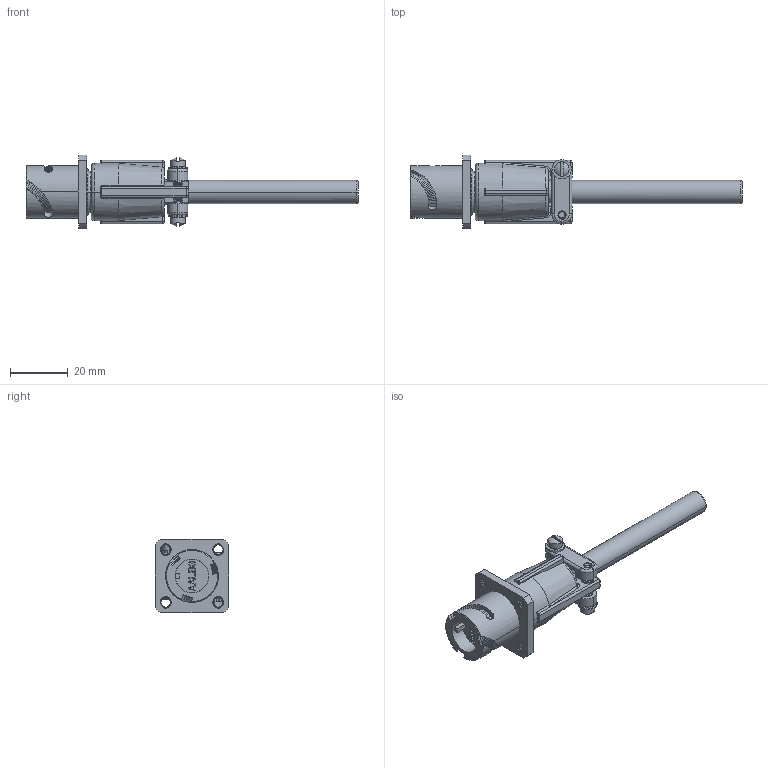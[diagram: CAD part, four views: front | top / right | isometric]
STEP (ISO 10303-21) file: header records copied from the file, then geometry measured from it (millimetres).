
FILE_DESCRIPTION((''),'2;1');
FILE_NAME('VG95234J-10_SW0001','2023-03-06T14:38:18',('paultorloting'),('NET AG system integration'),'CREO PARAMETRIC BY PTC INC, 2021404','CREO PARAMETRIC BY PTC INC, 2021404','');
FILE_SCHEMA(('AUTOMOTIVE_DESIGN { 1 0 10303 214 1 1 1 1 }'));
Products named in the file (1): VG95234J-10_SW0001
Bounding box: 114.52 x 25.4 x 25.4 mm (x, y, z)
Volume: 16060.1 mm3; surface area: 10477.2 mm2
Topology: 1 solids, 1 shells, 936 faces, 2513 edges, 1590 vertices
Faces by surface type: plane 385, bspline 258, cylinder 205, cone 44, torus 36, sphere 8
Entity records: 51343 total; most frequent: CARTESIAN_POINT 24683, ORIENTED_EDGE 5026, DIRECTION 3543, EDGE_CURVE 2513, VERTEX_POINT 1590, VECTOR 1372, LINE 1372, AXIS2_PLACEMENT_3D 1084
